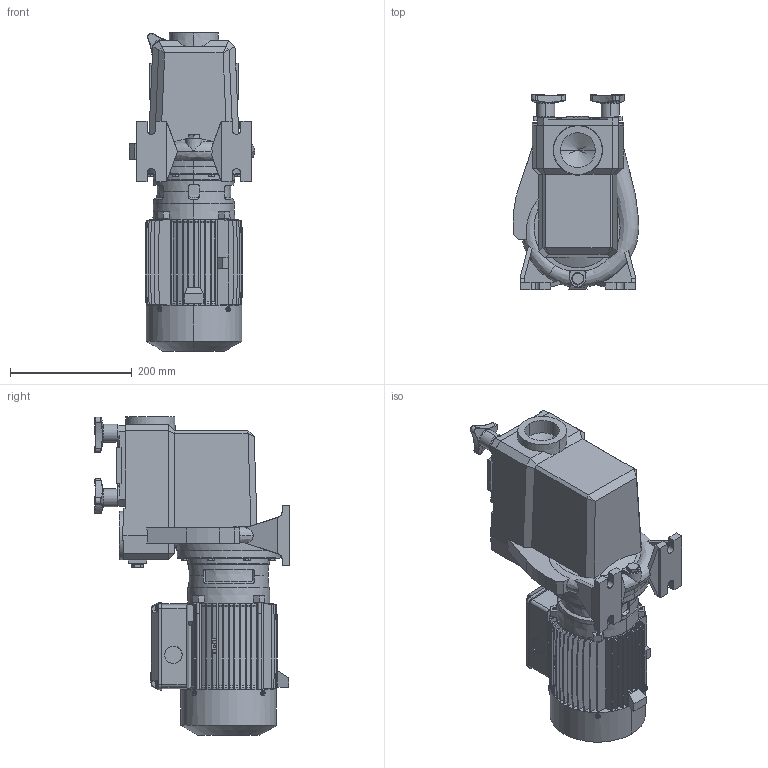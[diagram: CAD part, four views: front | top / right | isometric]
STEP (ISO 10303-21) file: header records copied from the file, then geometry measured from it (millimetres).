
FILE_DESCRIPTION (( 'STEP AP214' ), '1' );
FILE_NAME ('4.93.514.01swa01.step', '2022-08-12T09:30:38', ( '' ), ( '' ), 'SwSTEP 2.0', 'SolidWorks 2020', '' );
FILE_SCHEMA (( 'AUTOMOTIVE_DESIGN' ));
Length unit declared in the file: millimetre
Products named in the file (2): Copia di 98584^4.93.514.01swa01; 4.93.514.01swa01
Assembly tree (1 placements, depth 2):
  4.93.514.01swa01
    Copia di 98584^4.93.514.01swa01
Bounding box: 205.81 x 320.7 x 523 mm (x, y, z)
Volume: 12240547.2 mm3; surface area: 803214.9 mm2
Topology: 18 solids, 18 shells, 2809 faces, 7763 edges, 5105 vertices
Faces by surface type: bspline 1146, plane 1117, cylinder 299, cone 221, sphere 16, torus 10
Entity records: 110428 total; most frequent: CARTESIAN_POINT 44887, ORIENTED_EDGE 15514, DIRECTION 10230, EDGE_CURVE 7757, VERTEX_POINT 5105, LINE 4906, VECTOR 4906, EDGE_LOOP 2950
